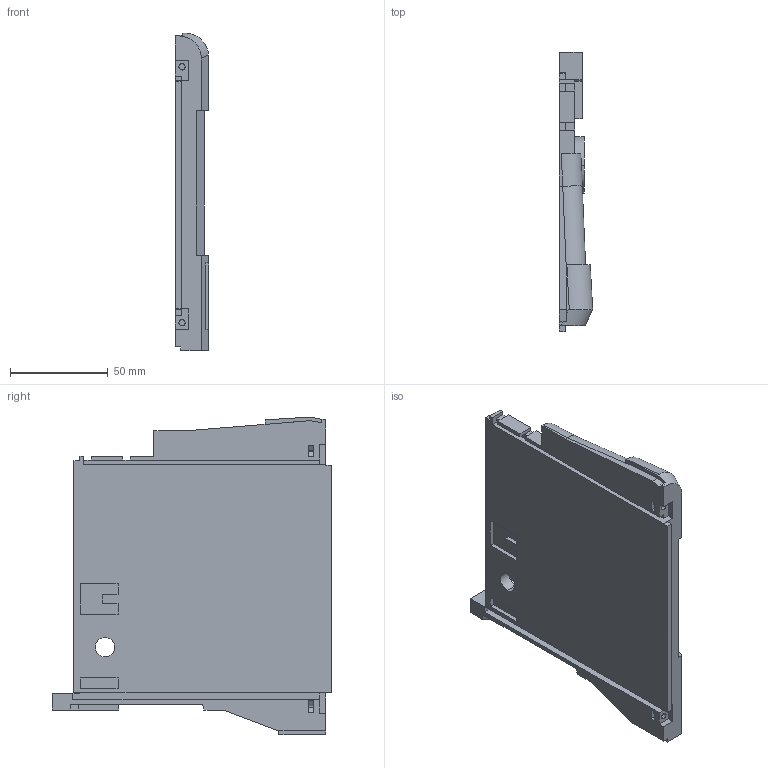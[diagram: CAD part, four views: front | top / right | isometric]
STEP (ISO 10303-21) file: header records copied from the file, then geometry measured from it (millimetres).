
FILE_DESCRIPTION (( 'STEP AP203' ), '1' );
FILE_NAME ('body-left.STEP', '2019-10-22T11:44:37', ( '' ), ( '' ), 'SwSTEP 2.0', 'SolidWorks 2013', '' );
FILE_SCHEMA (( 'CONFIG_CONTROL_DESIGN' ));
Length unit declared in the file: millimetre
Products named in the file (1): body-left
Bounding box: 17 x 143 x 162.7 mm (x, y, z)
Volume: 199261 mm3; surface area: 50420.1 mm2
Topology: 1 solids, 1 shells, 185 faces, 515 edges, 339 vertices
Faces by surface type: plane 164, cylinder 20, bspline 1
Entity records: 5933 total; most frequent: CARTESIAN_POINT 1141, ORIENTED_EDGE 1030, DIRECTION 891, EDGE_CURVE 515, LINE 461, VECTOR 461, VERTEX_POINT 339, AXIS2_PLACEMENT_3D 215
